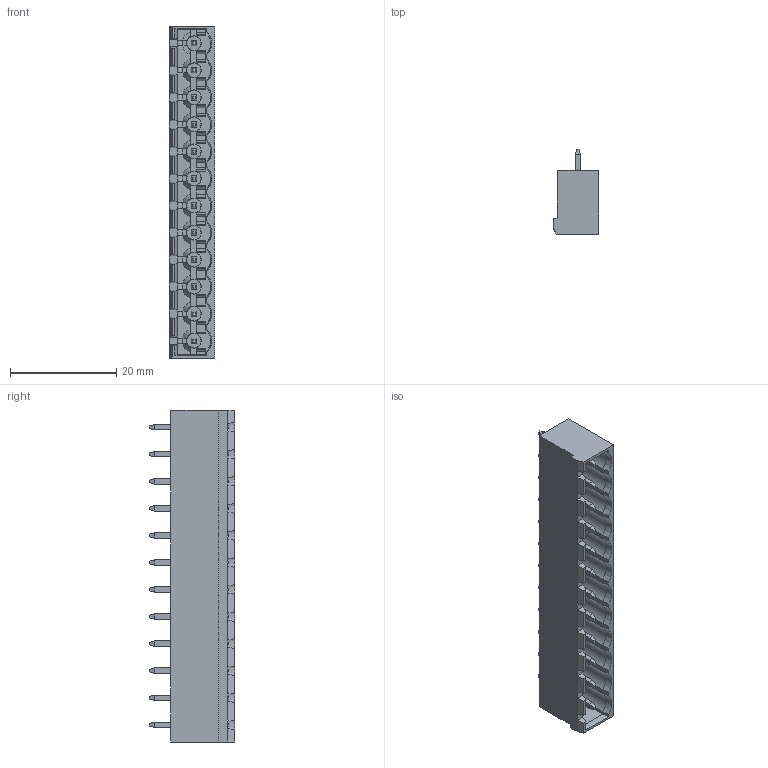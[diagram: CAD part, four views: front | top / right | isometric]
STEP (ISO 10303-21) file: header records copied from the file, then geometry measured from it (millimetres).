
FILE_DESCRIPTION((''),'2;1');
FILE_NAME('WJ2EDGVC-508-12P','2017-03-16T',('QZY'),(''),'CREO PARAMETRIC BY PTC INC, 2014440','CREO PARAMETRIC BY PTC INC, 2014440','');
FILE_SCHEMA(('CONFIG_CONTROL_DESIGN'));
Length unit declared in the file: millimetre
Products named in the file (1): WJ2EDGVC-508-12P
Bounding box: 8.5 x 16 x 62.36 mm (x, y, z)
Volume: 2430.4 mm3; surface area: 5416.9 mm2
Topology: 1 solids, 1 shells, 1008 faces, 2629 edges, 1623 vertices
Faces by surface type: plane 875, cone 58, cylinder 51, sphere 24
Entity records: 30113 total; most frequent: CARTESIAN_POINT 5553, ORIENTED_EDGE 5210, DIRECTION 4831, EDGE_CURVE 2605, VECTOR 2259, LINE 2259, VERTEX_POINT 1623, AXIS2_PLACEMENT_3D 1286
